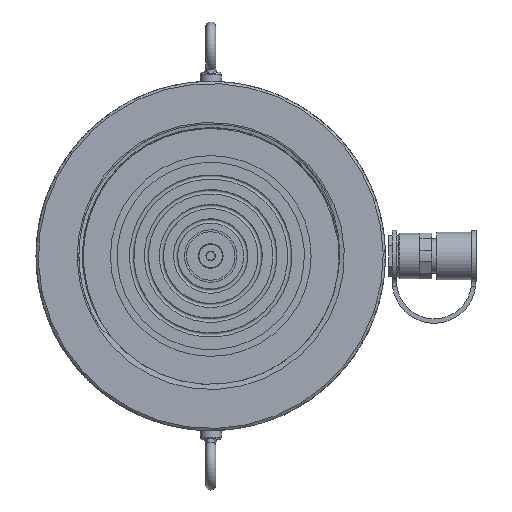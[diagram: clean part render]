
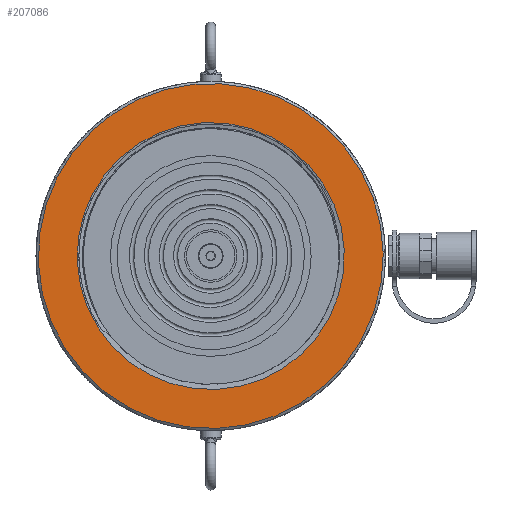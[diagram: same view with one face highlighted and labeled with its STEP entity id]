
A CAD part, left-side view. The second image highlights one B-rep face of the part: STEP entity #207086.
In plain terms, the highlighted planar face has unit normal (-1, 0, 0).
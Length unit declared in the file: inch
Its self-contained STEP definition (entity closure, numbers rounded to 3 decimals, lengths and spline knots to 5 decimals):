
#3853 = ORIENTED_EDGE ( 'NONE', *, *, #149098, .F. ) ;
#16868 = DIRECTION ( 'NONE',  ( 1., 0., 0. ) ) ;
#44845 = AXIS2_PLACEMENT_3D ( 'NONE', #335122, #16868, #256250 ) ;
#67878 = ORIENTED_EDGE ( 'NONE', *, *, #211145, .T. ) ;
#82652 = EDGE_LOOP ( 'NONE', ( #67878 ) ) ;
#90101 = CIRCLE ( 'NONE', #193156, 4.94 ) ;
#93338 = VERTEX_POINT ( 'NONE', #125525 ) ;
#101147 = DIRECTION ( 'NONE',  ( 0., 0.954, 0.299 ) ) ;
#125525 = CARTESIAN_POINT ( 'NONE',  ( -6.075, 4.71455, 1.47532 ) ) ;
#125655 = EDGE_LOOP ( 'NONE', ( #3853 ) ) ;
#132694 = CIRCLE ( 'NONE', #270177, 3.825 ) ;
#134933 = CARTESIAN_POINT ( 'NONE',  ( -6.075, 3.65044, 1.14233 ) ) ;
#149098 = EDGE_CURVE ( 'NONE', #182100, #182100, #132694, .T. ) ;
#182100 = VERTEX_POINT ( 'NONE', #134933 ) ;
#193156 = AXIS2_PLACEMENT_3D ( 'NONE', #316143, #345444, #207877 ) ;
#200890 = PLANE ( 'NONE',  #44845 ) ;
#207086 = ADVANCED_FACE ( 'NONE', ( #306161, #208847 ), #200890, .F. ) ;
#207877 = DIRECTION ( 'NONE',  ( 0., 0.954, 0.299 ) ) ;
#208847 = FACE_OUTER_BOUND ( 'NONE', #82652, .T. ) ;
#211145 = EDGE_CURVE ( 'NONE', #93338, #93338, #90101, .T. ) ;
#256250 = DIRECTION ( 'NONE',  ( 0., -0.954, -0.299 ) ) ;
#260332 = CARTESIAN_POINT ( 'NONE',  ( -6.075, 0., 0. ) ) ;
#270177 = AXIS2_PLACEMENT_3D ( 'NONE', #260332, #344850, #101147 ) ;
#306161 = FACE_BOUND ( 'NONE', #125655, .T. ) ;
#316143 = CARTESIAN_POINT ( 'NONE',  ( -6.075, 0., 0. ) ) ;
#335122 = CARTESIAN_POINT ( 'NONE',  ( -6.075, 1.47532, -4.71455 ) ) ;
#344850 = DIRECTION ( 'NONE',  ( -1., 0., 0. ) ) ;
#345444 = DIRECTION ( 'NONE',  ( -1., 0., 0. ) ) ;
